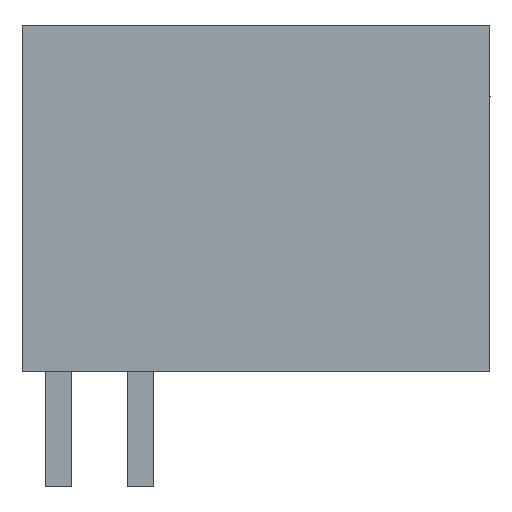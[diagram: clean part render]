
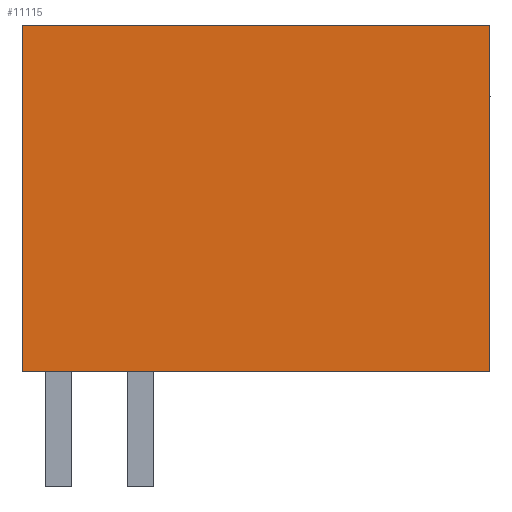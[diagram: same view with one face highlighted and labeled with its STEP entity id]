
A CAD part, left-side view. The second image highlights one B-rep face of the part: STEP entity #11115.
In plain terms, the highlighted planar face has unit normal (-1, 0, 0).
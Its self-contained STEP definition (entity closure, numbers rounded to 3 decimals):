
#11095=AXIS2_PLACEMENT_3D('Plane Axis2P3D',#11092,#11093,#11094) ;
#3045=CARTESIAN_POINT('Vertex',(0.,0.,14.)) ;
#3048=CARTESIAN_POINT('Line Origine',(0.,0.,8.75)) ;
#3052=CARTESIAN_POINT('Vertex',(0.,0.,3.5)) ;
#9751=CARTESIAN_POINT('Line Origine',(0.,7.1,14.)) ;
#9755=CARTESIAN_POINT('Vertex',(0.,14.2,14.)) ;
#11092=CARTESIAN_POINT('Axis2P3D Location',(0.,14.2,0.)) ;
#11097=CARTESIAN_POINT('Line Origine',(0.,7.1,3.5)) ;
#11101=CARTESIAN_POINT('Vertex',(0.,14.2,3.5)) ;
#11104=CARTESIAN_POINT('Line Origine',(0.,14.2,8.75)) ;
#3049=DIRECTION('Vector Direction',(0.,0.,-1.)) ;
#9752=DIRECTION('Vector Direction',(0.,-1.,0.)) ;
#11093=DIRECTION('Axis2P3D Direction',(-1.,0.,0.)) ;
#11094=DIRECTION('Axis2P3D XDirection',(0.,-1.,0.)) ;
#11098=DIRECTION('Vector Direction',(0.,-1.,0.)) ;
#11105=DIRECTION('Vector Direction',(0.,0.,-1.)) ;
#3050=VECTOR('Line Direction',#3049,1.) ;
#9753=VECTOR('Line Direction',#9752,1.) ;
#11099=VECTOR('Line Direction',#11098,1.) ;
#11106=VECTOR('Line Direction',#11105,1.) ;
#11110=ORIENTED_EDGE('',*,*,#11103,.T.) ;
#11111=ORIENTED_EDGE('',*,*,#3054,.T.) ;
#11112=ORIENTED_EDGE('',*,*,#9757,.T.) ;
#11113=ORIENTED_EDGE('',*,*,#11108,.T.) ;
#11115=ADVANCED_FACE('HOUSING',(#11114),#11096,.T.) ;
#3054=EDGE_CURVE('',#3053,#3046,#3051,.F.) ;
#9757=EDGE_CURVE('',#3046,#9756,#9754,.F.) ;
#11103=EDGE_CURVE('',#11102,#3053,#11100,.T.) ;
#11108=EDGE_CURVE('',#9756,#11102,#11107,.T.) ;
#11109=EDGE_LOOP('',(#11110,#11111,#11112,#11113)) ;
#11114=FACE_OUTER_BOUND('',#11109,.T.) ;
#3051=LINE('Line',#3048,#3050) ;
#9754=LINE('Line',#9751,#9753) ;
#11100=LINE('Line',#11097,#11099) ;
#11107=LINE('Line',#11104,#11106) ;
#11096=PLANE('',#11095) ;
#3046=VERTEX_POINT('',#3045) ;
#3053=VERTEX_POINT('',#3052) ;
#9756=VERTEX_POINT('',#9755) ;
#11102=VERTEX_POINT('',#11101) ;
